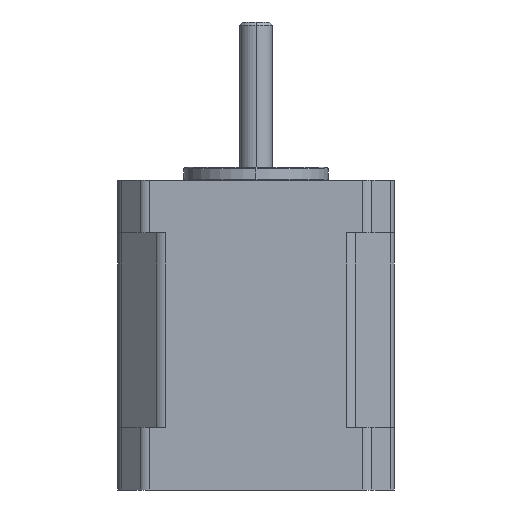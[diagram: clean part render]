
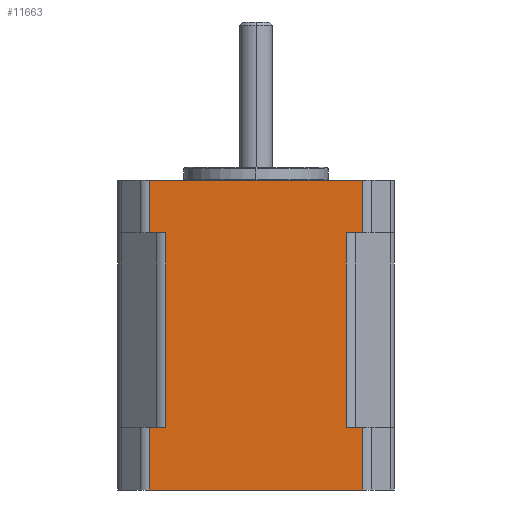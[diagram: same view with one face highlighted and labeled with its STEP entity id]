
A CAD part, left-side view. The second image highlights one B-rep face of the part: STEP entity #11663.
In plain terms, the highlighted planar face has unit normal (-1, 0, 0).
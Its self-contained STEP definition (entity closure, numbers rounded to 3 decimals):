
#52 = LINE ( 'NONE', #12824, #10539 ) ;
#77 = ORIENTED_EDGE ( 'NONE', *, *, #12214, .F. ) ;
#78 = CARTESIAN_POINT ( 'NONE',  ( -21., 13.672, -37.5 ) ) ;
#212 = CARTESIAN_POINT ( 'NONE',  ( -21., -13.672, -37.5 ) ) ;
#601 = DIRECTION ( 'NONE',  ( 0., 0., 1. ) ) ;
#842 = CARTESIAN_POINT ( 'NONE',  ( -21., 16.172, -8. ) ) ;
#967 = CARTESIAN_POINT ( 'NONE',  ( -21., -16.172, -37.5 ) ) ;
#1025 = CARTESIAN_POINT ( 'NONE',  ( -21., -16.172, -47. ) ) ;
#1199 = CARTESIAN_POINT ( 'NONE',  ( -21., -16.172, -47. ) ) ;
#1237 = PLANE ( 'NONE',  #8593 ) ;
#1287 = DIRECTION ( 'NONE',  ( 0., 1., 0. ) ) ;
#1439 = LINE ( 'NONE', #3909, #5441 ) ;
#1496 = CARTESIAN_POINT ( 'NONE',  ( -21., -16.172, -8. ) ) ;
#1548 = LINE ( 'NONE', #4864, #14039 ) ;
#1578 = VERTEX_POINT ( 'NONE', #4747 ) ;
#1657 = LINE ( 'NONE', #6526, #11450 ) ;
#1759 = CARTESIAN_POINT ( 'NONE',  ( -21., 16.172, -37.5 ) ) ;
#2149 = DIRECTION ( 'NONE',  ( 0., -1., 0. ) ) ;
#2328 = VECTOR ( 'NONE', #6613, 1000. ) ;
#2357 = DIRECTION ( 'NONE',  ( 0., -1., 0. ) ) ;
#2366 = ORIENTED_EDGE ( 'NONE', *, *, #11478, .T. ) ;
#2449 = CARTESIAN_POINT ( 'NONE',  ( -21., -16.172, -47. ) ) ;
#2479 = ORIENTED_EDGE ( 'NONE', *, *, #6428, .F. ) ;
#2701 = CARTESIAN_POINT ( 'NONE',  ( -21., -16.172, 0. ) ) ;
#2879 = ORIENTED_EDGE ( 'NONE', *, *, #10065, .F. ) ;
#2938 = LINE ( 'NONE', #842, #2328 ) ;
#3106 = CARTESIAN_POINT ( 'NONE',  ( -21., -16.172, -37.5 ) ) ;
#3565 = VECTOR ( 'NONE', #9285, 1000. ) ;
#3717 = EDGE_CURVE ( 'NONE', #14814, #9090, #1439, .T. ) ;
#3733 = ORIENTED_EDGE ( 'NONE', *, *, #3717, .T. ) ;
#3754 = LINE ( 'NONE', #78, #13343 ) ;
#3887 = ORIENTED_EDGE ( 'NONE', *, *, #7447, .T. ) ;
#3909 = CARTESIAN_POINT ( 'NONE',  ( -21., -16.172, -37.5 ) ) ;
#4031 = LINE ( 'NONE', #7418, #4510 ) ;
#4086 = EDGE_CURVE ( 'NONE', #9716, #12378, #11263, .T. ) ;
#4304 = ORIENTED_EDGE ( 'NONE', *, *, #8918, .T. ) ;
#4510 = VECTOR ( 'NONE', #12003, 1000. ) ;
#4578 = DIRECTION ( 'NONE',  ( 0., 1., 0. ) ) ;
#4659 = ORIENTED_EDGE ( 'NONE', *, *, #7708, .T. ) ;
#4747 = CARTESIAN_POINT ( 'NONE',  ( -21., 16.172, -8. ) ) ;
#4864 = CARTESIAN_POINT ( 'NONE',  ( -21., -16.172, -8. ) ) ;
#4867 = ORIENTED_EDGE ( 'NONE', *, *, #12381, .F. ) ;
#5441 = VECTOR ( 'NONE', #1287, 1000. ) ;
#5854 = LINE ( 'NONE', #1496, #12892 ) ;
#6239 = LINE ( 'NONE', #1025, #9789 ) ;
#6428 = EDGE_CURVE ( 'NONE', #14814, #9406, #3754, .T. ) ;
#6526 = CARTESIAN_POINT ( 'NONE',  ( -21., -13.672, -37.5 ) ) ;
#6613 = DIRECTION ( 'NONE',  ( 0., 0., 1. ) ) ;
#6781 = FACE_OUTER_BOUND ( 'NONE', #9334, .T. ) ;
#6876 = LINE ( 'NONE', #2449, #3565 ) ;
#7259 = DIRECTION ( 'NONE',  ( 0., -1., 0. ) ) ;
#7418 = CARTESIAN_POINT ( 'NONE',  ( -21., -16.172, -8. ) ) ;
#7447 = EDGE_CURVE ( 'NONE', #12378, #9499, #1657, .T. ) ;
#7539 = CARTESIAN_POINT ( 'NONE',  ( -21., 16.172, -47. ) ) ;
#7708 = EDGE_CURVE ( 'NONE', #1578, #9406, #5854, .T. ) ;
#8083 = DIRECTION ( 'NONE',  ( 0., 0., 1. ) ) ;
#8321 = EDGE_CURVE ( 'NONE', #1578, #9712, #2938, .T. ) ;
#8551 = CARTESIAN_POINT ( 'NONE',  ( -21., 13.672, -8. ) ) ;
#8593 = AXIS2_PLACEMENT_3D ( 'NONE', #11375, #11607, #2357 ) ;
#8918 = EDGE_CURVE ( 'NONE', #9499, #9426, #1548, .T. ) ;
#9090 = VERTEX_POINT ( 'NONE', #1759 ) ;
#9236 = VECTOR ( 'NONE', #4578, 1000. ) ;
#9285 = DIRECTION ( 'NONE',  ( 0., 0., 1. ) ) ;
#9334 = EDGE_LOOP ( 'NONE', ( #2879, #13675, #4659, #2479, #3733, #4867, #77, #2366, #14794, #3887, #4304, #10693 ) ) ;
#9406 = VERTEX_POINT ( 'NONE', #8551 ) ;
#9426 = VERTEX_POINT ( 'NONE', #9894 ) ;
#9499 = VERTEX_POINT ( 'NONE', #10952 ) ;
#9712 = VERTEX_POINT ( 'NONE', #13408 ) ;
#9716 = VERTEX_POINT ( 'NONE', #3106 ) ;
#9789 = VECTOR ( 'NONE', #14769, 1000. ) ;
#9894 = CARTESIAN_POINT ( 'NONE',  ( -21., -16.172, -8. ) ) ;
#10065 = EDGE_CURVE ( 'NONE', #9712, #10800, #12443, .T. ) ;
#10539 = VECTOR ( 'NONE', #8083, 1000. ) ;
#10693 = ORIENTED_EDGE ( 'NONE', *, *, #11210, .T. ) ;
#10800 = VERTEX_POINT ( 'NONE', #2701 ) ;
#10952 = CARTESIAN_POINT ( 'NONE',  ( -21., -13.672, -8. ) ) ;
#11143 = VERTEX_POINT ( 'NONE', #1199 ) ;
#11210 = EDGE_CURVE ( 'NONE', #9426, #10800, #4031, .T. ) ;
#11232 = CARTESIAN_POINT ( 'NONE',  ( -21., 13.672, -37.5 ) ) ;
#11263 = LINE ( 'NONE', #967, #9236 ) ;
#11375 = CARTESIAN_POINT ( 'NONE',  ( -21., -16.172, -8. ) ) ;
#11450 = VECTOR ( 'NONE', #601, 1000. ) ;
#11478 = EDGE_CURVE ( 'NONE', #11143, #9716, #6876, .T. ) ;
#11607 = DIRECTION ( 'NONE',  ( -1., 0., 0. ) ) ;
#11663 = ADVANCED_FACE ( 'NONE', ( #6781 ), #1237, .T. ) ;
#12003 = DIRECTION ( 'NONE',  ( 0., 0., 1. ) ) ;
#12214 = EDGE_CURVE ( 'NONE', #11143, #14054, #6239, .T. ) ;
#12378 = VERTEX_POINT ( 'NONE', #212 ) ;
#12381 = EDGE_CURVE ( 'NONE', #14054, #9090, #52, .T. ) ;
#12443 = LINE ( 'NONE', #12585, #12937 ) ;
#12585 = CARTESIAN_POINT ( 'NONE',  ( -21., -16.172, 0. ) ) ;
#12824 = CARTESIAN_POINT ( 'NONE',  ( -21., 16.172, -47. ) ) ;
#12892 = VECTOR ( 'NONE', #13968, 1000. ) ;
#12937 = VECTOR ( 'NONE', #2149, 1000. ) ;
#13343 = VECTOR ( 'NONE', #13978, 1000. ) ;
#13408 = CARTESIAN_POINT ( 'NONE',  ( -21., 16.172, 0. ) ) ;
#13675 = ORIENTED_EDGE ( 'NONE', *, *, #8321, .F. ) ;
#13968 = DIRECTION ( 'NONE',  ( 0., -1., 0. ) ) ;
#13978 = DIRECTION ( 'NONE',  ( 0., 0., 1. ) ) ;
#14039 = VECTOR ( 'NONE', #7259, 1000. ) ;
#14054 = VERTEX_POINT ( 'NONE', #7539 ) ;
#14769 = DIRECTION ( 'NONE',  ( 0., 1., 0. ) ) ;
#14794 = ORIENTED_EDGE ( 'NONE', *, *, #4086, .T. ) ;
#14814 = VERTEX_POINT ( 'NONE', #11232 ) ;
